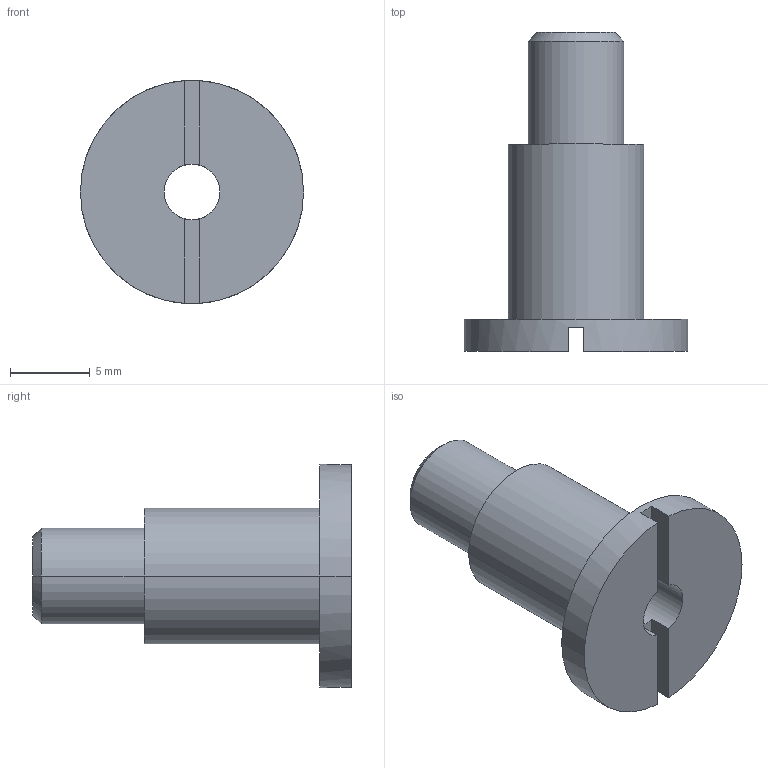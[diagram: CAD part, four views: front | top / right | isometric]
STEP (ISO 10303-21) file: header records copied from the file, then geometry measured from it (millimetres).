
FILE_DESCRIPTION(('STEP AP214'),'1');
FILE_NAME('COVAL_IM60.stp','2017-12-28T08:28:48',('TraceParts'),('TraceParts S.A.'),'Spatial InterOp 3D',' ',' ');
FILE_SCHEMA(('automotive_design'));
Length unit declared in the file: millimetre
Products named in the file (1): COVAL_IM60
Bounding box: 14 x 20 x 14 mm (x, y, z)
Volume: 919.1 mm3; surface area: 1041.5 mm2
Topology: 1 solids, 1 shells, 21 faces, 52 edges, 34 vertices
Faces by surface type: plane 11, cylinder 8, cone 2
Entity records: 824 total; most frequent: DIRECTION 122, CARTESIAN_POINT 108, ORIENTED_EDGE 104, EDGE_CURVE 52, AXIS2_PLACEMENT_3D 48, VERTEX_POINT 34, CIRCLE 26, LINE 26
